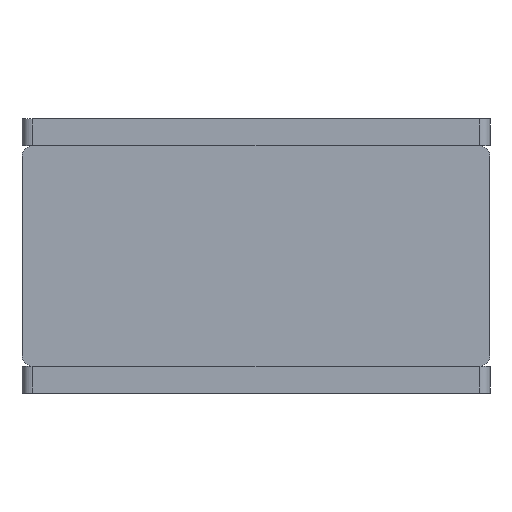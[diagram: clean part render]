
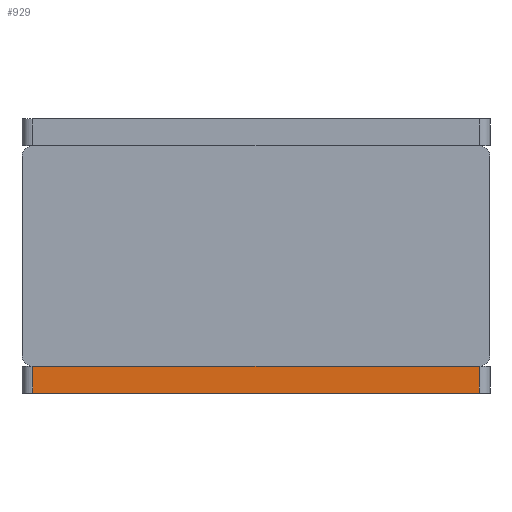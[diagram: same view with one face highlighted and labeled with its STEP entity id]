
A CAD part, left-side view. The second image highlights one B-rep face of the part: STEP entity #929.
In plain terms, the highlighted face is planar.
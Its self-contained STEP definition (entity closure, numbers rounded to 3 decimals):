
#69 = VERTEX_POINT ( 'NONE', #1204 ) ;
#187 = DIRECTION ( 'NONE',  ( 0., 0., -1. ) ) ;
#202 = DIRECTION ( 'NONE',  ( 0., 0., 1. ) ) ;
#256 = ORIENTED_EDGE ( 'NONE', *, *, #1131, .T. ) ;
#290 = VERTEX_POINT ( 'NONE', #818 ) ;
#375 = LINE ( 'NONE', #1448, #2290 ) ;
#447 = FACE_OUTER_BOUND ( 'NONE', #1380, .T. ) ;
#464 = VECTOR ( 'NONE', #202, 1000. ) ;
#577 = CARTESIAN_POINT ( 'NONE',  ( 50., -43.5, 0. ) ) ;
#632 = PLANE ( 'NONE',  #838 ) ;
#749 = EDGE_CURVE ( 'NONE', #69, #787, #752, .T. ) ;
#752 = LINE ( 'NONE', #577, #1174 ) ;
#787 = VERTEX_POINT ( 'NONE', #836 ) ;
#818 = CARTESIAN_POINT ( 'NONE',  ( 50., -41.5, -5. ) ) ;
#836 = CARTESIAN_POINT ( 'NONE',  ( 50., 41.5, 0. ) ) ;
#838 = AXIS2_PLACEMENT_3D ( 'NONE', #1343, #1008, #1714 ) ;
#884 = LINE ( 'NONE', #1590, #464 ) ;
#929 = ADVANCED_FACE ( 'NONE', ( #447 ), #632, .T. ) ;
#1008 = DIRECTION ( 'NONE',  ( 1., 0., 0. ) ) ;
#1095 = LINE ( 'NONE', #2138, #1839 ) ;
#1131 = EDGE_CURVE ( 'NONE', #290, #2202, #375, .T. ) ;
#1174 = VECTOR ( 'NONE', #1477, 1000. ) ;
#1204 = CARTESIAN_POINT ( 'NONE',  ( 50., -41.5, 0. ) ) ;
#1206 = ORIENTED_EDGE ( 'NONE', *, *, #1703, .T. ) ;
#1282 = DIRECTION ( 'NONE',  ( 0., 1., 0. ) ) ;
#1343 = CARTESIAN_POINT ( 'NONE',  ( 50., -43.5, -5. ) ) ;
#1380 = EDGE_LOOP ( 'NONE', ( #1423, #1206, #256, #1653 ) ) ;
#1423 = ORIENTED_EDGE ( 'NONE', *, *, #749, .F. ) ;
#1448 = CARTESIAN_POINT ( 'NONE',  ( 50., -43.5, -5. ) ) ;
#1477 = DIRECTION ( 'NONE',  ( 0., 1., 0. ) ) ;
#1590 = CARTESIAN_POINT ( 'NONE',  ( 50., 41.5, -5. ) ) ;
#1653 = ORIENTED_EDGE ( 'NONE', *, *, #2238, .T. ) ;
#1703 = EDGE_CURVE ( 'NONE', #69, #290, #1095, .T. ) ;
#1714 = DIRECTION ( 'NONE',  ( 0., 0., -1. ) ) ;
#1839 = VECTOR ( 'NONE', #187, 1000. ) ;
#1967 = CARTESIAN_POINT ( 'NONE',  ( 50., 41.5, -5. ) ) ;
#2138 = CARTESIAN_POINT ( 'NONE',  ( 50., -41.5, -5. ) ) ;
#2202 = VERTEX_POINT ( 'NONE', #1967 ) ;
#2238 = EDGE_CURVE ( 'NONE', #2202, #787, #884, .T. ) ;
#2290 = VECTOR ( 'NONE', #1282, 1000. ) ;
